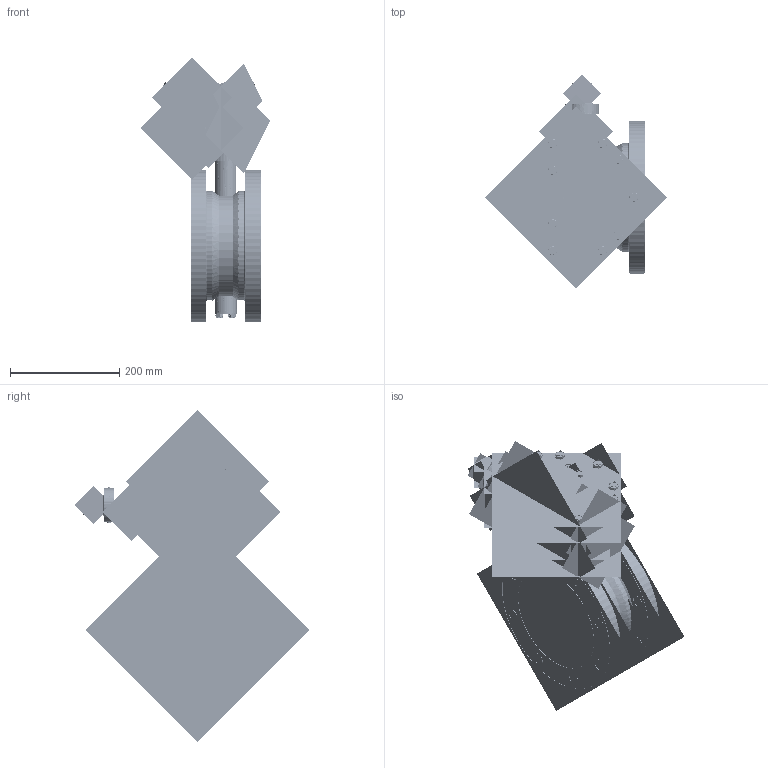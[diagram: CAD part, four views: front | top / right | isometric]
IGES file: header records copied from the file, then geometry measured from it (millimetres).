
Start section:  PTC IGES file: class_250ii_fl_x_fl-06-inch-nut_asm.igs
Global section: file name: class_250ii_fl_x_fl-06-inch-nut_asm.igs; native system: Creo Parametric by Parametric Technology Corporation; preprocessor: 2013050; author: HAPPY; organization: Unknown; date: 20161214.164027; units: inch
Bounding box: 333.78 x 430.39 x 608.56 mm (x, y, z)
Volume: 6312394.4 mm3; surface area: 4477538.3 mm2
Topology: 23 solids, 23 shells, 5114 faces, 28096 edges, 36730 vertices
Faces by surface type: revolution 4512, bspline 602
